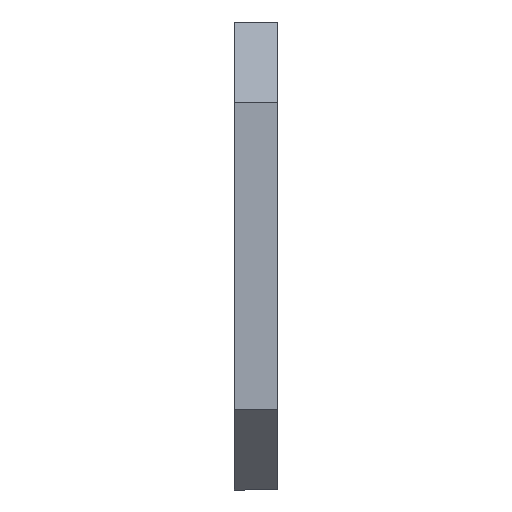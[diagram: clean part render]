
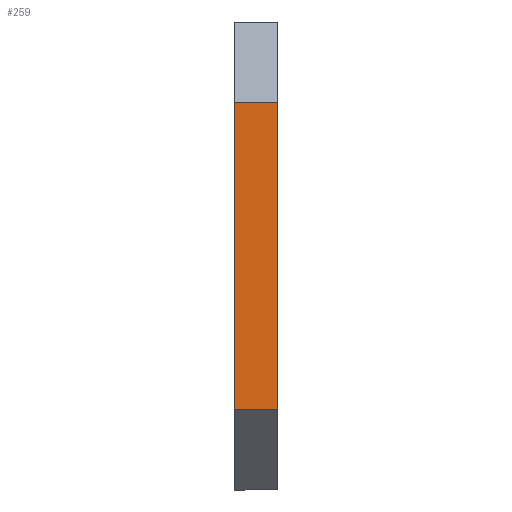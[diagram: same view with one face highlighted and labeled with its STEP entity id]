
A CAD part, left-side view. The second image highlights one B-rep face of the part: STEP entity #259.
In plain terms, the highlighted planar face has unit normal (-1, 0, 0).
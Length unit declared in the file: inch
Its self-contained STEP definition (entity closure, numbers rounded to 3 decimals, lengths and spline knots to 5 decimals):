
#61 = EDGE_CURVE ( 'NONE', #181, #62, #401, .T. ) ;
#62 = VERTEX_POINT ( 'NONE', #397 ) ;
#63 = ORIENTED_EDGE ( 'NONE', *, *, #64, .T. ) ;
#64 = EDGE_CURVE ( 'NONE', #62, #80, #396, .T. ) ;
#77 = ORIENTED_EDGE ( 'NONE', *, *, #78, .F. ) ;
#78 = EDGE_CURVE ( 'NONE', #79, #80, #520, .T. ) ;
#79 = VERTEX_POINT ( 'NONE', #516 ) ;
#80 = VERTEX_POINT ( 'NONE', #515 ) ;
#81 = ORIENTED_EDGE ( 'NONE', *, *, #82, .T. ) ;
#82 = EDGE_CURVE ( 'NONE', #79, #181, #514, .T. ) ;
#181 = VERTEX_POINT ( 'NONE', #746 ) ;
#182 = ORIENTED_EDGE ( 'NONE', *, *, #61, .T. ) ;
#259 = ADVANCED_FACE ( 'NONE', ( #725 ), #724, .F. ) ;
#260 = EDGE_LOOP ( 'NONE', ( #77, #81, #182, #63 ) ) ;
#393 = DIRECTION ( 'NONE',  ( 0., 1., 0. ) ) ;
#394 = VECTOR ( 'NONE', #393, 39.37008 ) ;
#395 = CARTESIAN_POINT ( 'NONE',  ( 0., 0.046, -0.085 ) ) ;
#396 = LINE ( 'NONE', #395, #394 ) ;
#397 = CARTESIAN_POINT ( 'NONE',  ( 0., 0., -0.085 ) ) ;
#398 = DIRECTION ( 'NONE',  ( 0., 0., 1. ) ) ;
#399 = VECTOR ( 'NONE', #398, 39.37008 ) ;
#400 = CARTESIAN_POINT ( 'NONE',  ( 0., 0., -0.495 ) ) ;
#401 = LINE ( 'NONE', #400, #399 ) ;
#511 = DIRECTION ( 'NONE',  ( 0., -1., 0. ) ) ;
#512 = VECTOR ( 'NONE', #511, 39.37008 ) ;
#513 = CARTESIAN_POINT ( 'NONE',  ( 0., 0.046, -0.41 ) ) ;
#514 = LINE ( 'NONE', #513, #512 ) ;
#515 = CARTESIAN_POINT ( 'NONE',  ( 0., 0.046, -0.085 ) ) ;
#516 = CARTESIAN_POINT ( 'NONE',  ( 0., 0.046, -0.41 ) ) ;
#517 = DIRECTION ( 'NONE',  ( 0., 0., 1. ) ) ;
#518 = VECTOR ( 'NONE', #517, 39.37008 ) ;
#519 = CARTESIAN_POINT ( 'NONE',  ( 0., 0.046, -0.495 ) ) ;
#520 = LINE ( 'NONE', #519, #518 ) ;
#720 = DIRECTION ( 'NONE',  ( 0., 0., -1. ) ) ;
#721 = DIRECTION ( 'NONE',  ( 1., 0., 0. ) ) ;
#722 = CARTESIAN_POINT ( 'NONE',  ( 0., 0.046, -0.495 ) ) ;
#723 = AXIS2_PLACEMENT_3D ( 'NONE', #722, #721, #720 ) ;
#724 = PLANE ( 'NONE',  #723 ) ;
#725 = FACE_OUTER_BOUND ( 'NONE', #260, .T. ) ;
#746 = CARTESIAN_POINT ( 'NONE',  ( 0., 0., -0.41 ) ) ;
